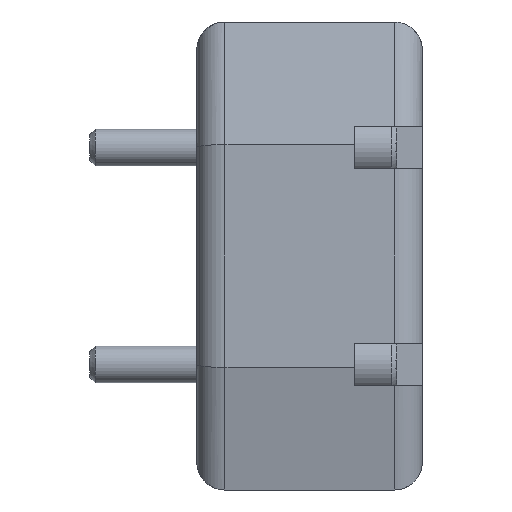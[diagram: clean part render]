
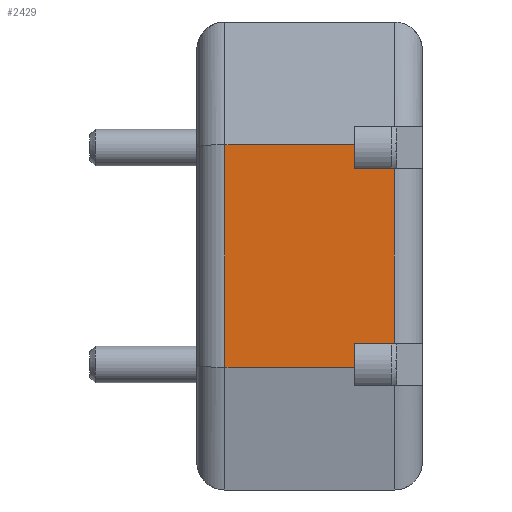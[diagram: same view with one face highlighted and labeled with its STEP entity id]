
A CAD part, left-side view. The second image highlights one B-rep face of the part: STEP entity #2429.
In plain terms, the highlighted planar face has unit normal (-1, 0, 0).
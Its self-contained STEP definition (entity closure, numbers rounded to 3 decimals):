
#34 = EDGE_LOOP ( 'NONE', ( #2344, #5397, #5160, #4128, #5194, #6586, #3936, #5114 ) ) ;
#57 = LINE ( 'NONE', #6073, #3896 ) ;
#398 = CARTESIAN_POINT ( 'NONE',  ( 0., 8., -3.095 ) ) ;
#462 = VECTOR ( 'NONE', #4011, 1000. ) ;
#560 = CARTESIAN_POINT ( 'NONE',  ( 0., 8., 3.095 ) ) ;
#875 = LINE ( 'NONE', #2620, #6781 ) ;
#1394 = VERTEX_POINT ( 'NONE', #4342 ) ;
#1411 = DIRECTION ( 'NONE',  ( 0., -1., 0. ) ) ;
#1451 = VERTEX_POINT ( 'NONE', #4318 ) ;
#1577 = PLANE ( 'NONE',  #2220 ) ;
#1711 = FACE_OUTER_BOUND ( 'NONE', #34, .T. ) ;
#1858 = CARTESIAN_POINT ( 'NONE',  ( 0., 7., -3.95 ) ) ;
#1918 = CARTESIAN_POINT ( 'NONE',  ( 0., 2.4, -3.095 ) ) ;
#2220 = AXIS2_PLACEMENT_3D ( 'NONE', #6147, #5612, #4384 ) ;
#2305 = VERTEX_POINT ( 'NONE', #5421 ) ;
#2333 = EDGE_CURVE ( 'NONE', #1451, #7290, #57, .T. ) ;
#2344 = ORIENTED_EDGE ( 'NONE', *, *, #6618, .T. ) ;
#2424 = DIRECTION ( 'NONE',  ( 0., 0., -1. ) ) ;
#2429 = ADVANCED_FACE ( 'NONE', ( #1711 ), #1577, .F. ) ;
#2516 = EDGE_CURVE ( 'NONE', #2305, #1394, #2867, .T. ) ;
#2573 = VECTOR ( 'NONE', #6813, 1000. ) ;
#2620 = CARTESIAN_POINT ( 'NONE',  ( 0., 2.4, 3.95 ) ) ;
#2819 = VERTEX_POINT ( 'NONE', #1918 ) ;
#2867 = LINE ( 'NONE', #560, #462 ) ;
#3036 = VERTEX_POINT ( 'NONE', #4224 ) ;
#3107 = LINE ( 'NONE', #1858, #4595 ) ;
#3124 = VECTOR ( 'NONE', #4253, 1000. ) ;
#3179 = CARTESIAN_POINT ( 'NONE',  ( 0., 1., -3.095 ) ) ;
#3573 = EDGE_CURVE ( 'NONE', #1451, #6590, #3107, .T. ) ;
#3896 = VECTOR ( 'NONE', #1411, 1000. ) ;
#3910 = DIRECTION ( 'NONE',  ( 0., -1., 0. ) ) ;
#3936 = ORIENTED_EDGE ( 'NONE', *, *, #2333, .F. ) ;
#4011 = DIRECTION ( 'NONE',  ( 0., 1., 0. ) ) ;
#4128 = ORIENTED_EDGE ( 'NONE', *, *, #6055, .T. ) ;
#4224 = CARTESIAN_POINT ( 'NONE',  ( 0., 2.4, -3.95 ) ) ;
#4238 = EDGE_CURVE ( 'NONE', #3036, #2819, #5714, .T. ) ;
#4253 = DIRECTION ( 'NONE',  ( 0., 0., 1. ) ) ;
#4290 = DIRECTION ( 'NONE',  ( 0., 0., 1. ) ) ;
#4318 = CARTESIAN_POINT ( 'NONE',  ( 0., 7., 3.95 ) ) ;
#4333 = LINE ( 'NONE', #398, #6137 ) ;
#4342 = CARTESIAN_POINT ( 'NONE',  ( 0., 2.4, 3.095 ) ) ;
#4384 = DIRECTION ( 'NONE',  ( 0., 0., -1. ) ) ;
#4595 = VECTOR ( 'NONE', #2424, 1000. ) ;
#4811 = CARTESIAN_POINT ( 'NONE',  ( 0., 1., 3.95 ) ) ;
#5090 = VECTOR ( 'NONE', #5706, 1000. ) ;
#5114 = ORIENTED_EDGE ( 'NONE', *, *, #3573, .T. ) ;
#5160 = ORIENTED_EDGE ( 'NONE', *, *, #7026, .T. ) ;
#5194 = ORIENTED_EDGE ( 'NONE', *, *, #2516, .T. ) ;
#5307 = VERTEX_POINT ( 'NONE', #3179 ) ;
#5397 = ORIENTED_EDGE ( 'NONE', *, *, #4238, .T. ) ;
#5421 = CARTESIAN_POINT ( 'NONE',  ( 0., 1., 3.095 ) ) ;
#5612 = DIRECTION ( 'NONE',  ( 1., 0., 0. ) ) ;
#5706 = DIRECTION ( 'NONE',  ( 0., 0., 1. ) ) ;
#5714 = LINE ( 'NONE', #6845, #5090 ) ;
#5895 = CARTESIAN_POINT ( 'NONE',  ( 0., 2.4, 3.95 ) ) ;
#6055 = EDGE_CURVE ( 'NONE', #5307, #2305, #6154, .T. ) ;
#6073 = CARTESIAN_POINT ( 'NONE',  ( 0., 8., 3.95 ) ) ;
#6137 = VECTOR ( 'NONE', #3910, 1000. ) ;
#6147 = CARTESIAN_POINT ( 'NONE',  ( 0., 8., 3.95 ) ) ;
#6154 = LINE ( 'NONE', #4811, #3124 ) ;
#6320 = LINE ( 'NONE', #6788, #2573 ) ;
#6424 = EDGE_CURVE ( 'NONE', #1394, #7290, #875, .T. ) ;
#6586 = ORIENTED_EDGE ( 'NONE', *, *, #6424, .T. ) ;
#6590 = VERTEX_POINT ( 'NONE', #7347 ) ;
#6618 = EDGE_CURVE ( 'NONE', #6590, #3036, #6320, .T. ) ;
#6781 = VECTOR ( 'NONE', #4290, 1000. ) ;
#6788 = CARTESIAN_POINT ( 'NONE',  ( 0., 8., -3.95 ) ) ;
#6813 = DIRECTION ( 'NONE',  ( 0., -1., 0. ) ) ;
#6845 = CARTESIAN_POINT ( 'NONE',  ( 0., 2.4, 3.95 ) ) ;
#7026 = EDGE_CURVE ( 'NONE', #2819, #5307, #4333, .T. ) ;
#7290 = VERTEX_POINT ( 'NONE', #5895 ) ;
#7347 = CARTESIAN_POINT ( 'NONE',  ( 0., 7., -3.95 ) ) ;
